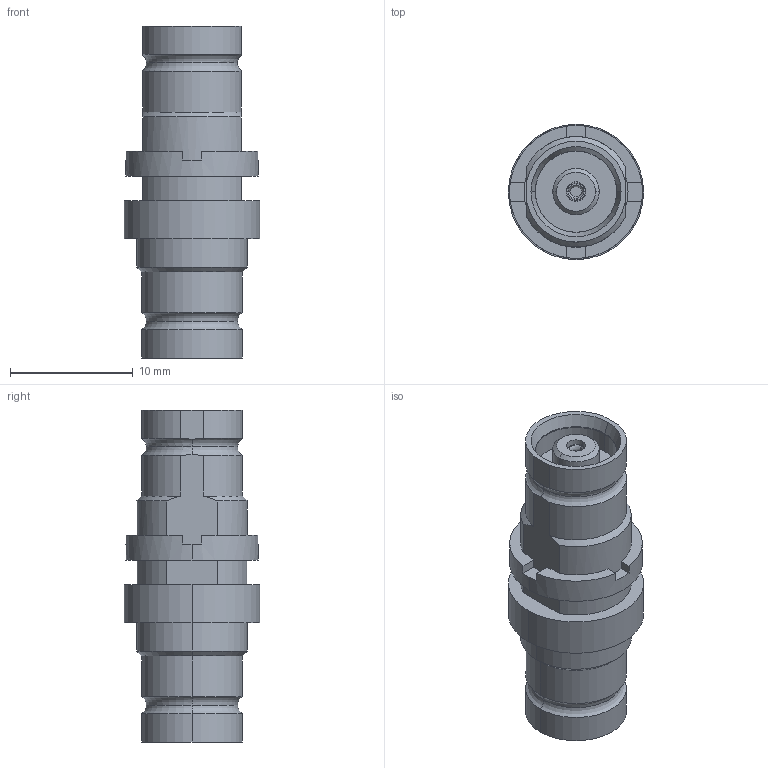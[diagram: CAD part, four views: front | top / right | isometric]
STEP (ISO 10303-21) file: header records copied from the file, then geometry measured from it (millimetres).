
FILE_DESCRIPTION (( 'STEP AP214' ), '1' );
FILE_NAME ('J01074B1705.STEP', '2018-09-18T14:08:02', ( '' ), ( '' ), 'SwSTEP 2.0', 'SolidWorks 2017', '' );
FILE_SCHEMA (( 'AUTOMOTIVE_DESIGN' ));
Length unit declared in the file: millimetre
Products named in the file (1): J01074B1705
Bounding box: 11 x 11 x 27 mm (x, y, z)
Volume: 1526.3 mm3; surface area: 1226.1 mm2
Topology: 1 solids, 1 shells, 132 faces, 339 edges, 218 vertices
Faces by surface type: plane 51, cylinder 49, torus 20, cone 12
Entity records: 5535 total; most frequent: CARTESIAN_POINT 874, DIRECTION 687, ORIENTED_EDGE 678, EDGE_CURVE 339, AXIS2_PLACEMENT_3D 271, VERTEX_POINT 218, EDGE_LOOP 145, VECTOR 145
